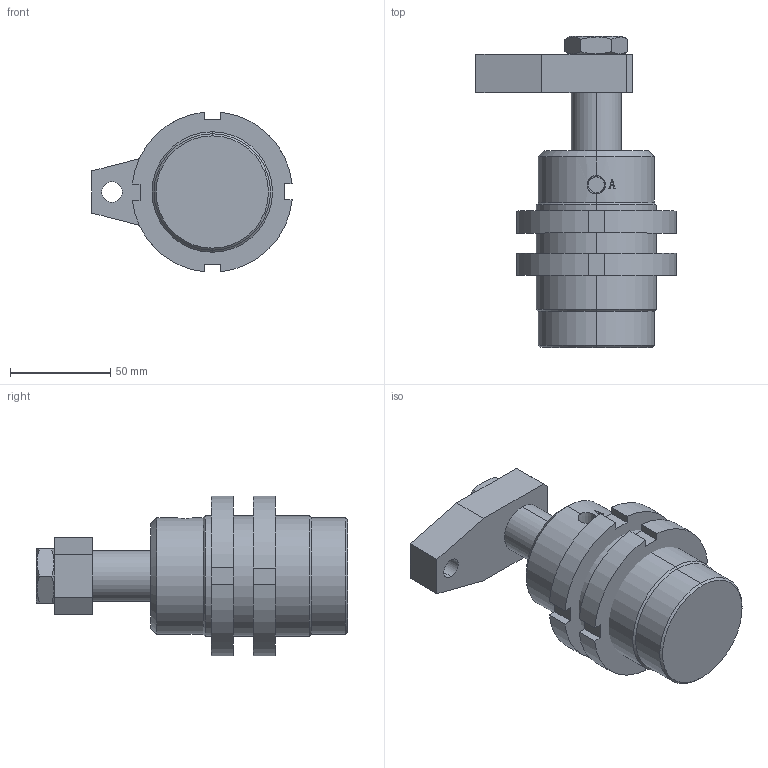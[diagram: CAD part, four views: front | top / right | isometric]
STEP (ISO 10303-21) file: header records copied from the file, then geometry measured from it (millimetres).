
FILE_DESCRIPTION (( 'STEP AP203' ), '1' );
FILE_NAME ('HNFT-40A.STEP', '2019-10-12T07:57:27', ( '微软用户' ), ( '微软中国' ), 'SwSTEP 2.0', 'SolidWorks 2012', '' );
FILE_SCHEMA (( 'CONFIG_CONTROL_DESIGN' ));
Length unit declared in the file: millimetre
Products named in the file (6): hex thin nuts grades ab gb_GB_FASTENER_NUT_STNABTT  B M18X1.5-N; HNFT-40A; HNFT-40A掛极; 40A-S活塞杆; 40等旋; 40蹟譫
Assembly tree (6 placements, depth 2):
  HNFT-40A
    HNFT-40A掛极
    40A-S活塞杆
    40等旋
    40蹟譫  x2
    hex thin nuts grades ab gb_GB_FASTENER_NUT_STNABTT  B M18X1.5-N
Bounding box: 99.8 x 155 x 79.6 mm (x, y, z)
Volume: 384944.8 mm3; surface area: 62547.6 mm2
Topology: 6 solids, 6 shells, 144 faces, 347 edges, 222 vertices
Faces by surface type: plane 76, cylinder 36, cone 26, bspline 4, torus 2
Entity records: 4626 total; most frequent: CARTESIAN_POINT 1097, DIRECTION 611, ORIENTED_EDGE 586, EDGE_CURVE 293, AXIS2_PLACEMENT_3D 229, VERTEX_POINT 186, LINE 153, VECTOR 153
